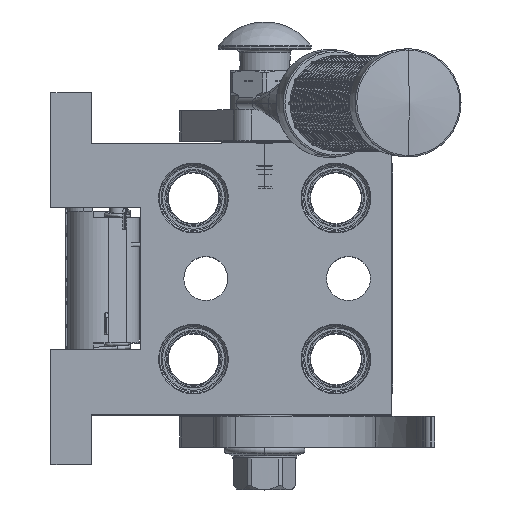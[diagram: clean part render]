
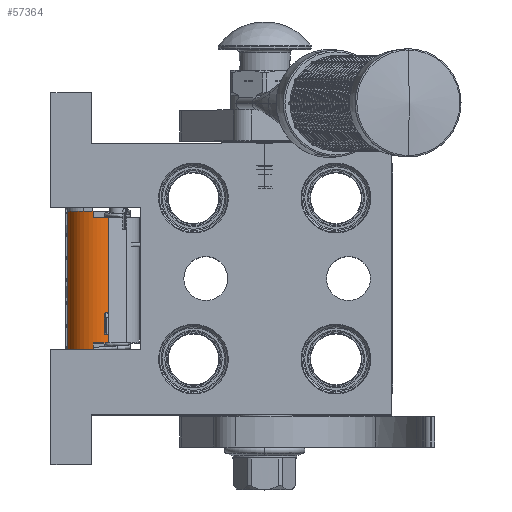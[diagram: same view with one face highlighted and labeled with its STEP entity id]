
A CAD part, top view. The second image highlights one B-rep face of the part: STEP entity #57364.
In plain terms, the highlighted cylindrical face has radius 9.5 mm (diameter 19 mm), a partial arc.
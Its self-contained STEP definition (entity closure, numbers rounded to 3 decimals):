
#1163 = CARTESIAN_POINT ( 'NONE',  ( -22.25, -1.5, -47.5 ) ) ;
#3482 = EDGE_CURVE ( 'NONE', #96744, #47326, #55719, .T. ) ;
#3908 = CARTESIAN_POINT ( 'NONE',  ( -20.25, -5.154, -56.269 ) ) ;
#9511 = AXIS2_PLACEMENT_3D ( 'NONE', #51037, #10516, #149001 ) ;
#10516 = DIRECTION ( 'NONE',  ( -1., 0., 0. ) ) ;
#11822 = EDGE_CURVE ( 'NONE', #43097, #15779, #133751, .T. ) ;
#13732 = DIRECTION ( 'NONE',  ( 0., -0.385, -0.923 ) ) ;
#14676 = DIRECTION ( 'NONE',  ( 0., 0.158, -0.987 ) ) ;
#15185 = LINE ( 'NONE', #97026, #159898 ) ;
#15779 = VERTEX_POINT ( 'NONE', #22373 ) ;
#15816 = ORIENTED_EDGE ( 'NONE', *, *, #69232, .F. ) ;
#17217 = CARTESIAN_POINT ( 'NONE',  ( 22.25, 0., -56.881 ) ) ;
#22373 = CARTESIAN_POINT ( 'NONE',  ( 20.25, 0., -56.881 ) ) ;
#27836 = CARTESIAN_POINT ( 'NONE',  ( -22.25, 0., -56.881 ) ) ;
#28445 = DIRECTION ( 'NONE',  ( 1., 0., 0. ) ) ;
#29319 = VERTEX_POINT ( 'NONE', #175404 ) ;
#30528 = VECTOR ( 'NONE', #60892, 1000. ) ;
#34359 = DIRECTION ( 'NONE',  ( 0., 0.158, -0.987 ) ) ;
#34475 = CARTESIAN_POINT ( 'NONE',  ( -20.25, 0., -56.881 ) ) ;
#39222 = EDGE_CURVE ( 'NONE', #72603, #29319, #81228, .T. ) ;
#39505 = DIRECTION ( 'NONE',  ( 1., 0., 0. ) ) ;
#41408 = ORIENTED_EDGE ( 'NONE', *, *, #3482, .T. ) ;
#41510 = EDGE_CURVE ( 'NONE', #96744, #43097, #155486, .T. ) ;
#41534 = CARTESIAN_POINT ( 'NONE',  ( 20.25, -5.154, -56.269 ) ) ;
#43097 = VERTEX_POINT ( 'NONE', #41534 ) ;
#43523 = EDGE_CURVE ( 'NONE', #15779, #174699, #124349, .T. ) ;
#44300 = CARTESIAN_POINT ( 'NONE',  ( 20.25, -1.5, -47.5 ) ) ;
#45509 = DIRECTION ( 'NONE',  ( 0., -0.385, -0.923 ) ) ;
#47326 = VERTEX_POINT ( 'NONE', #34475 ) ;
#48945 = CYLINDRICAL_SURFACE ( 'NONE', #9511, 9.5 ) ;
#50964 = LINE ( 'NONE', #27836, #64143 ) ;
#51037 = CARTESIAN_POINT ( 'NONE',  ( -22.25, -1.5, -47.5 ) ) ;
#55719 = CIRCLE ( 'NONE', #121527, 9.5 ) ;
#57209 = DIRECTION ( 'NONE',  ( 1., 0., 0. ) ) ;
#57364 = ADVANCED_FACE ( 'NONE', ( #119054 ), #48945, .T. ) ;
#60069 = ORIENTED_EDGE ( 'NONE', *, *, #43523, .F. ) ;
#60892 = DIRECTION ( 'NONE',  ( 1., 0., 0. ) ) ;
#61733 = EDGE_CURVE ( 'NONE', #29319, #172233, #15185, .T. ) ;
#61949 = ORIENTED_EDGE ( 'NONE', *, *, #11822, .F. ) ;
#62512 = CARTESIAN_POINT ( 'NONE',  ( 22.25, -1.5, -47.5 ) ) ;
#64143 = VECTOR ( 'NONE', #57209, 1000. ) ;
#66748 = CARTESIAN_POINT ( 'NONE',  ( -20.25, -5.154, -56.269 ) ) ;
#68060 = ORIENTED_EDGE ( 'NONE', *, *, #39222, .T. ) ;
#68756 = EDGE_LOOP ( 'NONE', ( #174506, #41408, #112891, #68060, #147630, #15816, #60069, #61949 ) ) ;
#68995 = AXIS2_PLACEMENT_3D ( 'NONE', #62512, #104169, #34359 ) ;
#69232 = EDGE_CURVE ( 'NONE', #174699, #172233, #101261, .T. ) ;
#71232 = DIRECTION ( 'NONE',  ( 1., 0., 0. ) ) ;
#72603 = VERTEX_POINT ( 'NONE', #106124 ) ;
#75477 = AXIS2_PLACEMENT_3D ( 'NONE', #44300, #71232, #45509 ) ;
#81228 = CIRCLE ( 'NONE', #148793, 9.5 ) ;
#96744 = VERTEX_POINT ( 'NONE', #66748 ) ;
#97026 = CARTESIAN_POINT ( 'NONE',  ( -22.25, 8., -47.5 ) ) ;
#101261 = CIRCLE ( 'NONE', #68995, 9.5 ) ;
#104169 = DIRECTION ( 'NONE',  ( 1., 0., 0. ) ) ;
#106124 = CARTESIAN_POINT ( 'NONE',  ( -22.25, 0., -56.881 ) ) ;
#109882 = CARTESIAN_POINT ( 'NONE',  ( 20.25, 0., -56.881 ) ) ;
#112891 = ORIENTED_EDGE ( 'NONE', *, *, #136177, .F. ) ;
#119054 = FACE_OUTER_BOUND ( 'NONE', #68756, .T. ) ;
#121527 = AXIS2_PLACEMENT_3D ( 'NONE', #141118, #154628, #13732 ) ;
#124349 = LINE ( 'NONE', #109882, #152850 ) ;
#133751 = CIRCLE ( 'NONE', #75477, 9.5 ) ;
#136177 = EDGE_CURVE ( 'NONE', #72603, #47326, #50964, .T. ) ;
#141118 = CARTESIAN_POINT ( 'NONE',  ( -20.25, -1.5, -47.5 ) ) ;
#147630 = ORIENTED_EDGE ( 'NONE', *, *, #61733, .T. ) ;
#148793 = AXIS2_PLACEMENT_3D ( 'NONE', #1163, #154382, #14676 ) ;
#149001 = DIRECTION ( 'NONE',  ( 0., -1., 0. ) ) ;
#150726 = CARTESIAN_POINT ( 'NONE',  ( 22.25, 8., -47.5 ) ) ;
#152850 = VECTOR ( 'NONE', #39505, 1000. ) ;
#154382 = DIRECTION ( 'NONE',  ( 1., 0., 0. ) ) ;
#154628 = DIRECTION ( 'NONE',  ( 1., 0., 0. ) ) ;
#155486 = LINE ( 'NONE', #3908, #30528 ) ;
#159898 = VECTOR ( 'NONE', #28445, 1000. ) ;
#172233 = VERTEX_POINT ( 'NONE', #150726 ) ;
#174506 = ORIENTED_EDGE ( 'NONE', *, *, #41510, .F. ) ;
#174699 = VERTEX_POINT ( 'NONE', #17217 ) ;
#175404 = CARTESIAN_POINT ( 'NONE',  ( -22.25, 8., -47.5 ) ) ;
